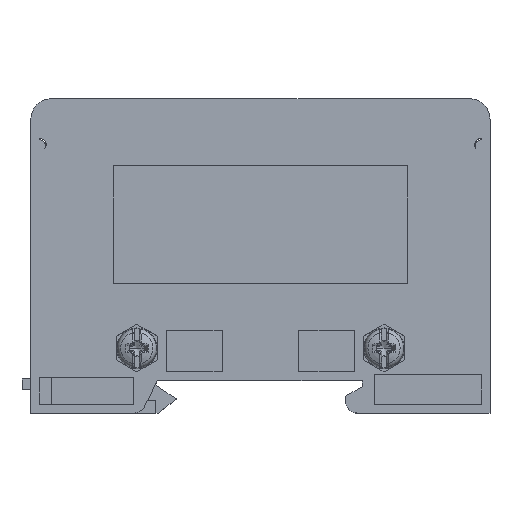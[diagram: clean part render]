
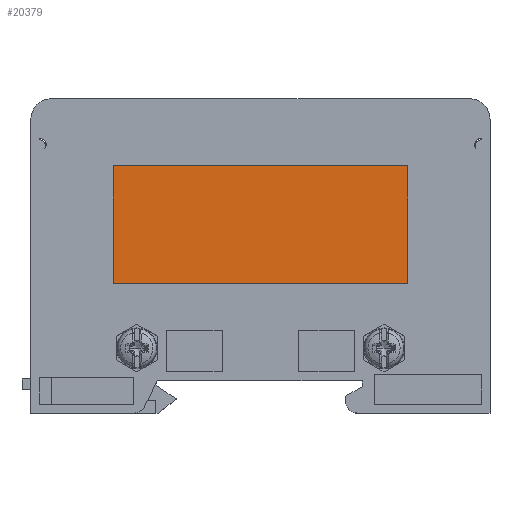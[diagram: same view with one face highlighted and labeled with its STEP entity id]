
A CAD part, top view. The second image highlights one B-rep face of the part: STEP entity #20379.
In plain terms, the highlighted planar face has unit normal (0, 0, 1).
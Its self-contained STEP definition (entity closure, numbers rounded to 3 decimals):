
#5549=DIRECTION('',(0.,1.,0.));
#5550=VECTOR('',#5549,20.);
#5551=CARTESIAN_POINT('',(-23.,22.,12.45));
#5552=LINE('',#5551,#5550);
#5553=DIRECTION('',(1.,0.,0.));
#5554=VECTOR('',#5553,50.);
#5555=CARTESIAN_POINT('',(-23.,42.,12.45));
#5556=LINE('',#5555,#5554);
#5557=DIRECTION('',(0.,-1.,0.));
#5558=VECTOR('',#5557,20.);
#5559=CARTESIAN_POINT('',(27.,42.,12.45));
#5560=LINE('',#5559,#5558);
#5561=DIRECTION('',(-1.,0.,0.));
#5562=VECTOR('',#5561,50.);
#5563=CARTESIAN_POINT('',(27.,22.,12.45));
#5564=LINE('',#5563,#5562);
#12991=CARTESIAN_POINT('',(-23.,42.,12.45));
#12992=VERTEX_POINT('',#12991);
#12993=CARTESIAN_POINT('',(-23.,22.,12.45));
#12994=VERTEX_POINT('',#12993);
#12995=CARTESIAN_POINT('',(27.,42.,12.45));
#12996=VERTEX_POINT('',#12995);
#12997=CARTESIAN_POINT('',(27.,22.,12.45));
#12998=VERTEX_POINT('',#12997);
#20368=CARTESIAN_POINT('',(0.,0.,12.45));
#20369=DIRECTION('',(0.,0.,1.));
#20370=DIRECTION('',(1.,0.,0.));
#20371=AXIS2_PLACEMENT_3D('',#20368,#20369,#20370);
#20372=PLANE('',#20371);
#20373=ORIENTED_EDGE('',*,*,#20320,.T.);
#20374=ORIENTED_EDGE('',*,*,#20335,.T.);
#20375=ORIENTED_EDGE('',*,*,#20349,.T.);
#20376=ORIENTED_EDGE('',*,*,#20362,.T.);
#20377=EDGE_LOOP('',(#20373,#20374,#20375,#20376));
#20378=FACE_OUTER_BOUND('',#20377,.F.);
#20379=ADVANCED_FACE('',(#20378),#20372,.T.);
#20320=EDGE_CURVE('',#12994,#12992,#5552,.T.);
#20335=EDGE_CURVE('',#12992,#12996,#5556,.T.);
#20349=EDGE_CURVE('',#12996,#12998,#5560,.T.);
#20362=EDGE_CURVE('',#12998,#12994,#5564,.T.);
